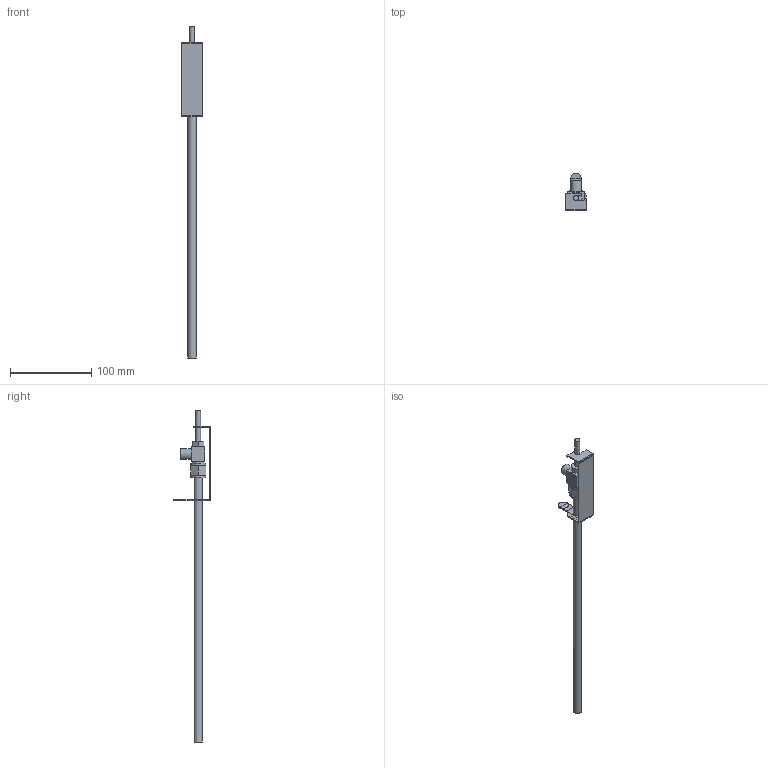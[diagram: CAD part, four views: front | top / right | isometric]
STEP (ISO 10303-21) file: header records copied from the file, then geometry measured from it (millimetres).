
FILE_DESCRIPTION(('FreeCAD Model'),'2;1');
FILE_NAME('Open CASCADE Shape Model','2022-09-25T09:46:29',('David Gray' ),(''),'Open CASCADE STEP processor 7.5','FreeCAD','Unknown');
FILE_SCHEMA(('AUTOMOTIVE_DESIGN { 1 0 10303 214 1 1 1 1 }'));
Length unit declared in the file: millimetre
Products named in the file (1): Group
Bounding box: 25.5 x 46 x 408 mm (x, y, z)
Volume: 45719.3 mm3; surface area: 23583 mm2
Topology: 2 solids, 2 shells, 100 faces, 219 edges, 130 vertices
Faces by surface type: plane 85, cylinder 15
Full cylindrical faces by diameter (mm): 5 x1, 6 x3, 7.5 x1, 10 x1, 10.5 x1, 13 x1, 15.5 x1, 18.5 x2
Entity records: 5668 total; most frequent: CARTESIAN_POINT 945, DIRECTION 852, LINE 488, VECTOR 488, ORIENTED_EDGE 438, PCURVE 438, DEFINITIONAL_REPRESENTATION 438, EDGE_CURVE 219
